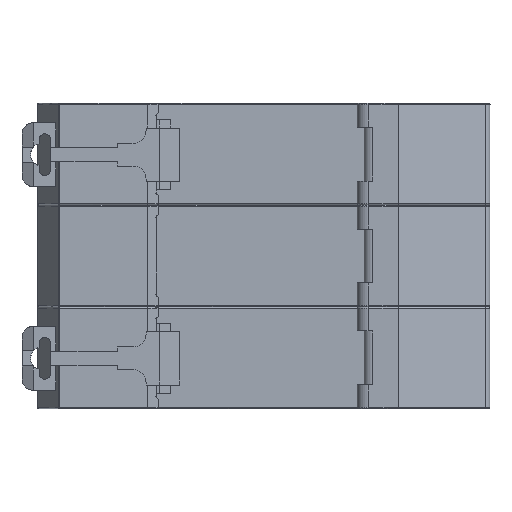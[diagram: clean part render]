
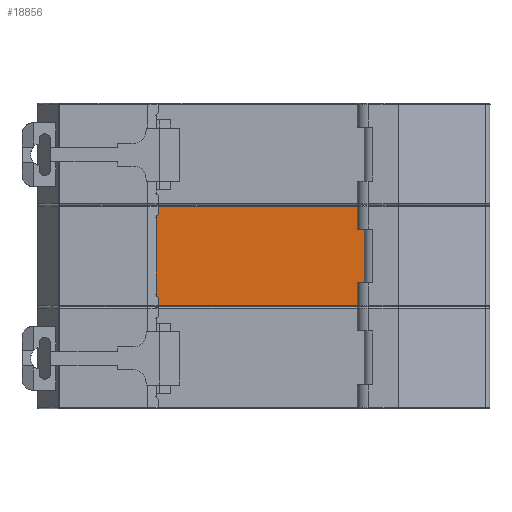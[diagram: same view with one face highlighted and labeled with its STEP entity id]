
A CAD part, front view. The second image highlights one B-rep face of the part: STEP entity #18856.
In plain terms, the highlighted planar face has unit normal (0, -1, 0).
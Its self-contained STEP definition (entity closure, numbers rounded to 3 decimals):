
#1521 = VECTOR ( 'NONE', #35361, 1000. ) ;
#2681 = DIRECTION ( 'NONE',  ( 0., 0., -1. ) ) ;
#3094 = VECTOR ( 'NONE', #16407, 1000. ) ;
#3130 = ORIENTED_EDGE ( 'NONE', *, *, #35713, .T. ) ;
#3323 = LINE ( 'NONE', #8727, #10916 ) ;
#4681 = EDGE_CURVE ( 'NONE', #5763, #22124, #23268, .T. ) ;
#5158 = DIRECTION ( 'NONE',  ( -0.707, 0., -0.707 ) ) ;
#5763 = VERTEX_POINT ( 'NONE', #12119 ) ;
#6617 = VERTEX_POINT ( 'NONE', #36543 ) ;
#7286 = VECTOR ( 'NONE', #9173, 1000. ) ;
#8318 = VERTEX_POINT ( 'NONE', #30362 ) ;
#8537 = VECTOR ( 'NONE', #5158, 1000. ) ;
#8727 = CARTESIAN_POINT ( 'NONE',  ( -43.197, -16.301, 6.863 ) ) ;
#9070 = CARTESIAN_POINT ( 'NONE',  ( -43.197, -16.301, 8.263 ) ) ;
#9173 = DIRECTION ( 'NONE',  ( 0., 0., -1. ) ) ;
#9588 = ORIENTED_EDGE ( 'NONE', *, *, #31463, .T. ) ;
#9720 = CARTESIAN_POINT ( 'NONE',  ( -44.197, -16.301, 6.864 ) ) ;
#10287 = VECTOR ( 'NONE', #29543, 1000. ) ;
#10632 = CARTESIAN_POINT ( 'NONE',  ( -43.197, -16.301, 6.863 ) ) ;
#10916 = VECTOR ( 'NONE', #28523, 1000. ) ;
#11480 = ORIENTED_EDGE ( 'NONE', *, *, #29831, .T. ) ;
#11605 = LINE ( 'NONE', #30523, #3094 ) ;
#11851 = VERTEX_POINT ( 'NONE', #16395 ) ;
#12119 = CARTESIAN_POINT ( 'NONE',  ( -43.894, -16.301, 22.164 ) ) ;
#12246 = VERTEX_POINT ( 'NONE', #10632 ) ;
#12603 = ORIENTED_EDGE ( 'NONE', *, *, #24016, .F. ) ;
#13321 = ORIENTED_EDGE ( 'NONE', *, *, #15959, .T. ) ;
#14304 = CARTESIAN_POINT ( 'NONE',  ( -43.194, -16.301, 22.863 ) ) ;
#14717 = LINE ( 'NONE', #9070, #22257 ) ;
#15959 = EDGE_CURVE ( 'NONE', #19019, #12246, #3323, .T. ) ;
#16073 = LINE ( 'NONE', #33421, #8537 ) ;
#16395 = CARTESIAN_POINT ( 'NONE',  ( -43.194, -16.301, 24.263 ) ) ;
#16407 = DIRECTION ( 'NONE',  ( 0., 0., 1. ) ) ;
#17854 = LINE ( 'NONE', #9720, #10287 ) ;
#18856 = ADVANCED_FACE ( 'NONE', ( #31739 ), #22449, .F. ) ;
#19019 = VERTEX_POINT ( 'NONE', #31809 ) ;
#19714 = DIRECTION ( 'NONE',  ( 0., 1., 0. ) ) ;
#21537 = ORIENTED_EDGE ( 'NONE', *, *, #25364, .T. ) ;
#22124 = VERTEX_POINT ( 'NONE', #23724 ) ;
#22257 = VECTOR ( 'NONE', #26067, 1000. ) ;
#22449 = PLANE ( 'NONE',  #24143 ) ;
#23268 = LINE ( 'NONE', #34542, #7286 ) ;
#23724 = CARTESIAN_POINT ( 'NONE',  ( -43.897, -16.301, 8.964 ) ) ;
#24016 = EDGE_CURVE ( 'NONE', #19019, #22124, #14717, .T. ) ;
#24143 = AXIS2_PLACEMENT_3D ( 'NONE', #36669, #19714, #2681 ) ;
#24849 = ORIENTED_EDGE ( 'NONE', *, *, #29580, .T. ) ;
#25101 = VERTEX_POINT ( 'NONE', #14304 ) ;
#25364 = EDGE_CURVE ( 'NONE', #6617, #11851, #31677, .T. ) ;
#26067 = DIRECTION ( 'NONE',  ( -0.707, 0., 0.707 ) ) ;
#28523 = DIRECTION ( 'NONE',  ( 0., 0., -1. ) ) ;
#28541 = VECTOR ( 'NONE', #34665, 1000. ) ;
#28994 = CARTESIAN_POINT ( 'NONE',  ( -43.194, -16.301, 22.863 ) ) ;
#29543 = DIRECTION ( 'NONE',  ( 1., 0., 0. ) ) ;
#29580 = EDGE_CURVE ( 'NONE', #11851, #25101, #36072, .T. ) ;
#29831 = EDGE_CURVE ( 'NONE', #25101, #5763, #16073, .T. ) ;
#30362 = CARTESIAN_POINT ( 'NONE',  ( -7.197, -16.301, 6.856 ) ) ;
#30523 = CARTESIAN_POINT ( 'NONE',  ( -7.195, -16.301, 15.556 ) ) ;
#31463 = EDGE_CURVE ( 'NONE', #8318, #6617, #11605, .T. ) ;
#31677 = LINE ( 'NONE', #32498, #1521 ) ;
#31739 = FACE_OUTER_BOUND ( 'NONE', #36014, .T. ) ;
#31809 = CARTESIAN_POINT ( 'NONE',  ( -43.197, -16.301, 8.263 ) ) ;
#32498 = CARTESIAN_POINT ( 'NONE',  ( -44.194, -16.301, 24.264 ) ) ;
#33421 = CARTESIAN_POINT ( 'NONE',  ( -43.894, -16.301, 22.164 ) ) ;
#34542 = CARTESIAN_POINT ( 'NONE',  ( -43.872, -16.301, 126.33 ) ) ;
#34665 = DIRECTION ( 'NONE',  ( 0., 0., -1. ) ) ;
#35361 = DIRECTION ( 'NONE',  ( -1., 0., 0. ) ) ;
#35469 = ORIENTED_EDGE ( 'NONE', *, *, #4681, .T. ) ;
#35713 = EDGE_CURVE ( 'NONE', #12246, #8318, #17854, .T. ) ;
#36014 = EDGE_LOOP ( 'NONE', ( #24849, #11480, #35469, #12603, #13321, #3130, #9588, #21537 ) ) ;
#36072 = LINE ( 'NONE', #28994, #28541 ) ;
#36543 = CARTESIAN_POINT ( 'NONE',  ( -7.194, -16.301, 24.256 ) ) ;
#36669 = CARTESIAN_POINT ( 'NONE',  ( -44.196, -16.301, 14.464 ) ) ;
